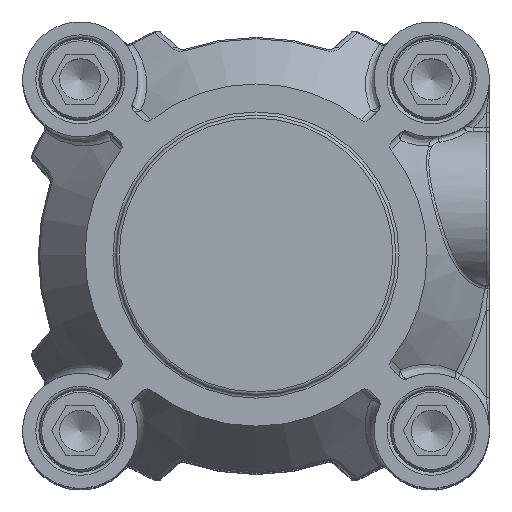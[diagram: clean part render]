
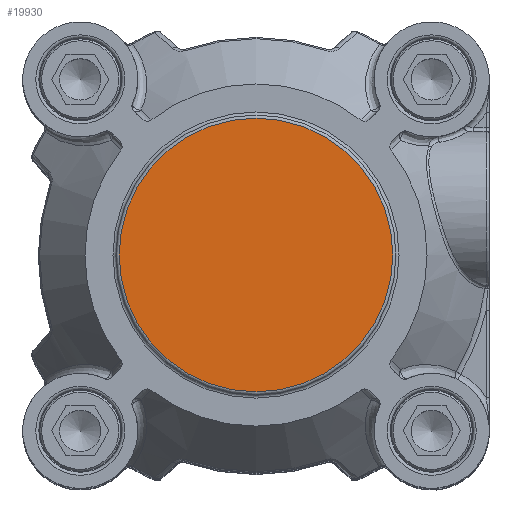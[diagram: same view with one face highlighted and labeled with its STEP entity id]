
A CAD part, top view. The second image highlights one B-rep face of the part: STEP entity #19930.
In plain terms, the highlighted planar face has unit normal (0, 0, 1).
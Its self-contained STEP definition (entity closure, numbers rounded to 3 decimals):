
#1313=PLANE('',#21441);
#5335=FACE_OUTER_BOUND('',#6548,.T.);
#6548=EDGE_LOOP('',(#14225,#14226));
#7887=CIRCLE('',#21438,22.);
#7888=CIRCLE('',#21439,22.);
#9083=VERTEX_POINT('',#30488);
#9084=VERTEX_POINT('',#30490);
#11059=EDGE_CURVE('',#9083,#9084,#7887,.T.);
#11060=EDGE_CURVE('',#9084,#9083,#7888,.T.);
#14225=ORIENTED_EDGE('',*,*,#11060,.F.);
#14226=ORIENTED_EDGE('',*,*,#11059,.F.);
#19930=ADVANCED_FACE('',(#5335),#1313,.F.);
#21438=AXIS2_PLACEMENT_3D('',#30491,#23811,#23812);
#21439=AXIS2_PLACEMENT_3D('',#30492,#23813,#23814);
#21441=AXIS2_PLACEMENT_3D('',#30494,#23817,#23818);
#23811=DIRECTION('center_axis',(0.,0.,-1.));
#23812=DIRECTION('ref_axis',(1.,0.,0.));
#23813=DIRECTION('center_axis',(0.,0.,-1.));
#23814=DIRECTION('ref_axis',(1.,0.,0.));
#23817=DIRECTION('center_axis',(0.,0.,-1.));
#23818=DIRECTION('ref_axis',(-1.,0.,0.));
#30488=CARTESIAN_POINT('',(22.,0.,45.5));
#30490=CARTESIAN_POINT('',(-22.,0.,45.5));
#30491=CARTESIAN_POINT('Origin',(0.,0.,45.5));
#30492=CARTESIAN_POINT('Origin',(0.,0.,45.5));
#30494=CARTESIAN_POINT('Origin',(84.561,0.,45.5));
